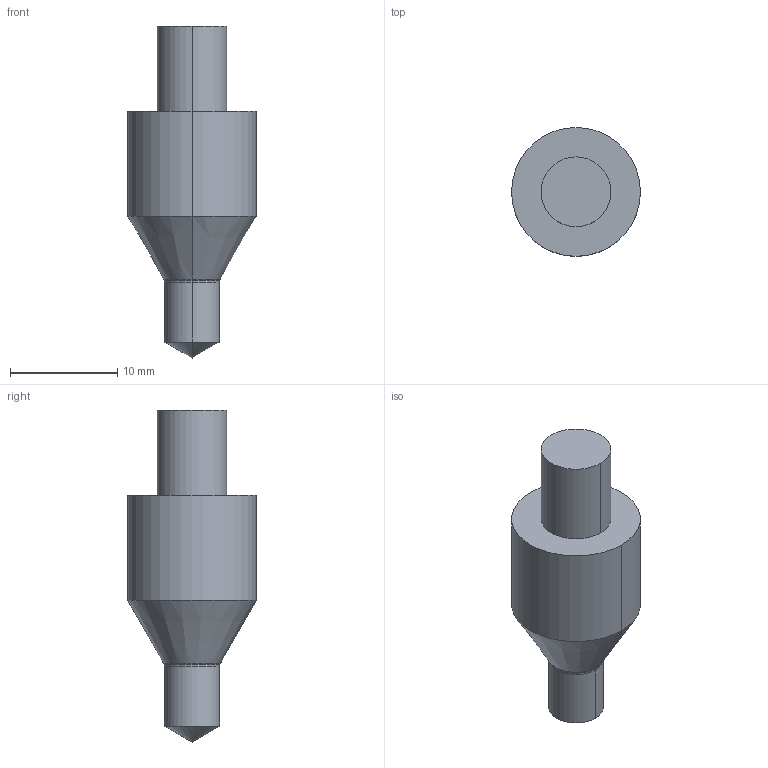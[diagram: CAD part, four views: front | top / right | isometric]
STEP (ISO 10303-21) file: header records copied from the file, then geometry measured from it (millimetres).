
FILE_DESCRIPTION((''),'2;1');
FILE_NAME('45Z05113T8RA23','2015-11-19T',('goebels'),(''),'PRO/ENGINEER BY PARAMETRIC TECHNOLOGY CORPORATION, 2011490','PRO/ENGINEER BY PARAMETRIC TECHNOLOGY CORPORATION, 2011490','');
FILE_SCHEMA(('AUTOMOTIVE_DESIGN { 1 2 10303 214 0 1 1 1 }'));
Length unit declared in the file: millimetre
Products named in the file (3): CUT; NOCUT; 45Z05113T8RA23
Assembly tree (2 placements, depth 2):
  45Z05113T8RA23
    CUT
    NOCUT
Bounding box: 12 x 12 x 30.95 mm (x, y, z)
Volume: 1864.2 mm3; surface area: 988.7 mm2
Topology: 2 solids, 2 shells, 18 faces, 36 edges, 23 vertices
Faces by surface type: cylinder 6, plane 4, torus 4, cone 4
Entity records: 812 total; most frequent: DIRECTION 120, CARTESIAN_POINT 92, ORIENTED_EDGE 64, AXIS2_PLACEMENT_3D 54, PRESENTATION_STYLE_ASSIGNMENT 41, STYLED_ITEM 41, CURVE_STYLE 39, EDGE_CURVE 32
